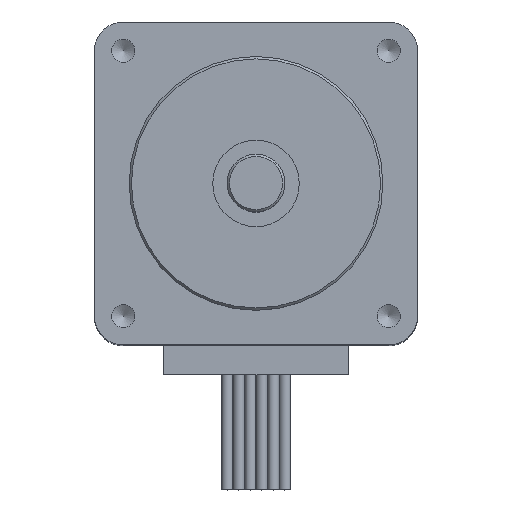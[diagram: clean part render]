
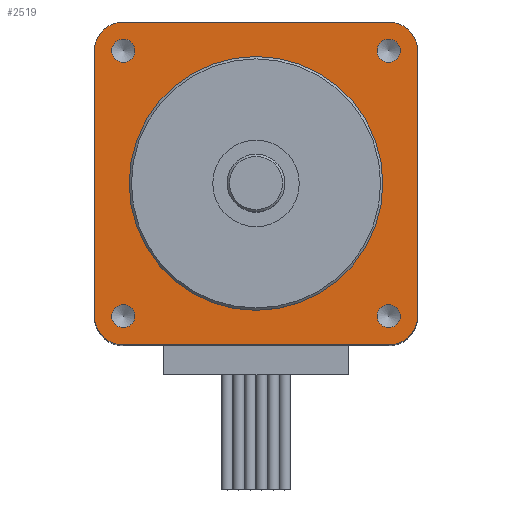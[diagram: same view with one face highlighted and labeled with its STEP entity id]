
A CAD part, top view. The second image highlights one B-rep face of the part: STEP entity #2519.
In plain terms, the highlighted planar face has unit normal (0, 0, 1).
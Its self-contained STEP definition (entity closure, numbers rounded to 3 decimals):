
#70=FACE_BOUND('',#384,.T.);
#71=FACE_BOUND('',#385,.T.);
#72=FACE_BOUND('',#386,.T.);
#73=FACE_BOUND('',#387,.T.);
#74=FACE_BOUND('',#388,.T.);
#206=FACE_OUTER_BOUND('',#383,.T.);
#383=EDGE_LOOP('',(#1682,#1683,#1684,#1685,#1686,#1687,#1688,#1689));
#384=EDGE_LOOP('',(#1690));
#385=EDGE_LOOP('',(#1691));
#386=EDGE_LOOP('',(#1692));
#387=EDGE_LOOP('',(#1693));
#388=EDGE_LOOP('',(#1694));
#560=CIRCLE('',#2690,11.);
#566=CIRCLE('',#2703,1.007);
#568=CIRCLE('',#2707,1.007);
#570=CIRCLE('',#2711,1.007);
#572=CIRCLE('',#2715,1.007);
#573=CIRCLE('',#2718,2.5);
#575=CIRCLE('',#2722,2.5);
#577=CIRCLE('',#2726,2.5);
#579=CIRCLE('',#2730,2.5);
#698=LINE('',#3906,#867);
#703=LINE('',#3920,#872);
#707=LINE('',#3932,#876);
#711=LINE('',#3944,#880);
#867=VECTOR('',#3109,23.);
#872=VECTOR('',#3122,23.);
#876=VECTOR('',#3134,23.);
#880=VECTOR('',#3146,23.);
#1040=VERTEX_POINT('',#3864);
#1046=VERTEX_POINT('',#3883);
#1048=VERTEX_POINT('',#3889);
#1050=VERTEX_POINT('',#3895);
#1052=VERTEX_POINT('',#3901);
#1053=VERTEX_POINT('',#3904);
#1054=VERTEX_POINT('',#3905);
#1057=VERTEX_POINT('',#3913);
#1059=VERTEX_POINT('',#3919);
#1061=VERTEX_POINT('',#3925);
#1063=VERTEX_POINT('',#3931);
#1065=VERTEX_POINT('',#3937);
#1067=VERTEX_POINT('',#3943);
#1266=EDGE_CURVE('',#1040,#1040,#560,.T.);
#1272=EDGE_CURVE('',#1046,#1046,#566,.T.);
#1274=EDGE_CURVE('',#1048,#1048,#568,.T.);
#1276=EDGE_CURVE('',#1050,#1050,#570,.T.);
#1278=EDGE_CURVE('',#1052,#1052,#572,.T.);
#1279=EDGE_CURVE('',#1053,#1054,#698,.T.);
#1283=EDGE_CURVE('',#1054,#1057,#573,.T.);
#1286=EDGE_CURVE('',#1057,#1059,#703,.T.);
#1289=EDGE_CURVE('',#1059,#1061,#575,.T.);
#1292=EDGE_CURVE('',#1061,#1063,#707,.T.);
#1295=EDGE_CURVE('',#1063,#1065,#577,.T.);
#1298=EDGE_CURVE('',#1065,#1067,#711,.T.);
#1301=EDGE_CURVE('',#1067,#1053,#579,.T.);
#1682=ORIENTED_EDGE('',*,*,#1279,.F.);
#1683=ORIENTED_EDGE('',*,*,#1301,.F.);
#1684=ORIENTED_EDGE('',*,*,#1298,.F.);
#1685=ORIENTED_EDGE('',*,*,#1295,.F.);
#1686=ORIENTED_EDGE('',*,*,#1292,.F.);
#1687=ORIENTED_EDGE('',*,*,#1289,.F.);
#1688=ORIENTED_EDGE('',*,*,#1286,.F.);
#1689=ORIENTED_EDGE('',*,*,#1283,.F.);
#1690=ORIENTED_EDGE('',*,*,#1272,.T.);
#1691=ORIENTED_EDGE('',*,*,#1274,.T.);
#1692=ORIENTED_EDGE('',*,*,#1276,.T.);
#1693=ORIENTED_EDGE('',*,*,#1278,.T.);
#1694=ORIENTED_EDGE('',*,*,#1266,.T.);
#2243=PLANE('',#2733);
#2519=ADVANCED_FACE('',(#206,#70,#71,#72,#73,#74),#2243,.T.);
#2690=AXIS2_PLACEMENT_3D('',#3865,#3055,#3056);
#2703=AXIS2_PLACEMENT_3D('',#3884,#3081,#3082);
#2707=AXIS2_PLACEMENT_3D('',#3890,#3089,#3090);
#2711=AXIS2_PLACEMENT_3D('',#3896,#3097,#3098);
#2715=AXIS2_PLACEMENT_3D('',#3902,#3105,#3106);
#2718=AXIS2_PLACEMENT_3D('',#3914,#3115,#3116);
#2722=AXIS2_PLACEMENT_3D('',#3926,#3127,#3128);
#2726=AXIS2_PLACEMENT_3D('',#3938,#3139,#3140);
#2730=AXIS2_PLACEMENT_3D('',#3949,#3151,#3152);
#2733=AXIS2_PLACEMENT_3D('',#3952,#3157,#3158);
#3055=DIRECTION('center_axis',(0.,0.,-1.));
#3056=DIRECTION('ref_axis',(-1.,0.,0.));
#3081=DIRECTION('center_axis',(0.,0.,-1.));
#3082=DIRECTION('ref_axis',(1.,0.,0.));
#3089=DIRECTION('center_axis',(0.,0.,-1.));
#3090=DIRECTION('ref_axis',(1.,0.,0.));
#3097=DIRECTION('center_axis',(0.,0.,-1.));
#3098=DIRECTION('ref_axis',(1.,0.,0.));
#3105=DIRECTION('center_axis',(0.,0.,-1.));
#3106=DIRECTION('ref_axis',(1.,0.,0.));
#3109=DIRECTION('',(1.,0.,0.));
#3115=DIRECTION('center_axis',(0.,0.,-1.));
#3116=DIRECTION('ref_axis',(1.,0.,0.));
#3122=DIRECTION('',(0.,-1.,0.));
#3127=DIRECTION('center_axis',(0.,0.,-1.));
#3128=DIRECTION('ref_axis',(0.,-1.,0.));
#3134=DIRECTION('',(-1.,0.,0.));
#3139=DIRECTION('center_axis',(0.,0.,-1.));
#3140=DIRECTION('ref_axis',(-1.,0.,0.));
#3146=DIRECTION('',(0.,1.,0.));
#3151=DIRECTION('center_axis',(0.,0.,-1.));
#3152=DIRECTION('ref_axis',(0.,1.,0.));
#3157=DIRECTION('center_axis',(0.,0.,1.));
#3158=DIRECTION('ref_axis',(1.,0.,0.));
#3864=CARTESIAN_POINT('',(11.,0.,24.5));
#3865=CARTESIAN_POINT('Origin',(0.,0.,24.5));
#3883=CARTESIAN_POINT('',(-12.507,-11.5,24.5));
#3884=CARTESIAN_POINT('Origin',(-11.5,-11.5,24.5));
#3889=CARTESIAN_POINT('',(10.494,-11.5,24.5));
#3890=CARTESIAN_POINT('Origin',(11.5,-11.5,24.5));
#3895=CARTESIAN_POINT('',(-12.507,11.5,24.5));
#3896=CARTESIAN_POINT('Origin',(-11.5,11.5,24.5));
#3901=CARTESIAN_POINT('',(10.494,11.5,24.5));
#3902=CARTESIAN_POINT('Origin',(11.5,11.5,24.5));
#3904=CARTESIAN_POINT('',(-11.5,14.,24.5));
#3905=CARTESIAN_POINT('',(11.5,14.,24.5));
#3906=CARTESIAN_POINT('',(-11.5,14.,24.5));
#3913=CARTESIAN_POINT('',(14.,11.5,24.5));
#3914=CARTESIAN_POINT('Origin',(11.5,11.5,24.5));
#3919=CARTESIAN_POINT('',(14.,-11.5,24.5));
#3920=CARTESIAN_POINT('',(14.,11.5,24.5));
#3925=CARTESIAN_POINT('',(11.5,-14.,24.5));
#3926=CARTESIAN_POINT('Origin',(11.5,-11.5,24.5));
#3931=CARTESIAN_POINT('',(-11.5,-14.,24.5));
#3932=CARTESIAN_POINT('',(11.5,-14.,24.5));
#3937=CARTESIAN_POINT('',(-14.,-11.5,24.5));
#3938=CARTESIAN_POINT('Origin',(-11.5,-11.5,24.5));
#3943=CARTESIAN_POINT('',(-14.,11.5,24.5));
#3944=CARTESIAN_POINT('',(-14.,-11.5,24.5));
#3949=CARTESIAN_POINT('Origin',(-11.5,11.5,24.5));
#3952=CARTESIAN_POINT('Origin',(0.,0.,24.5));
